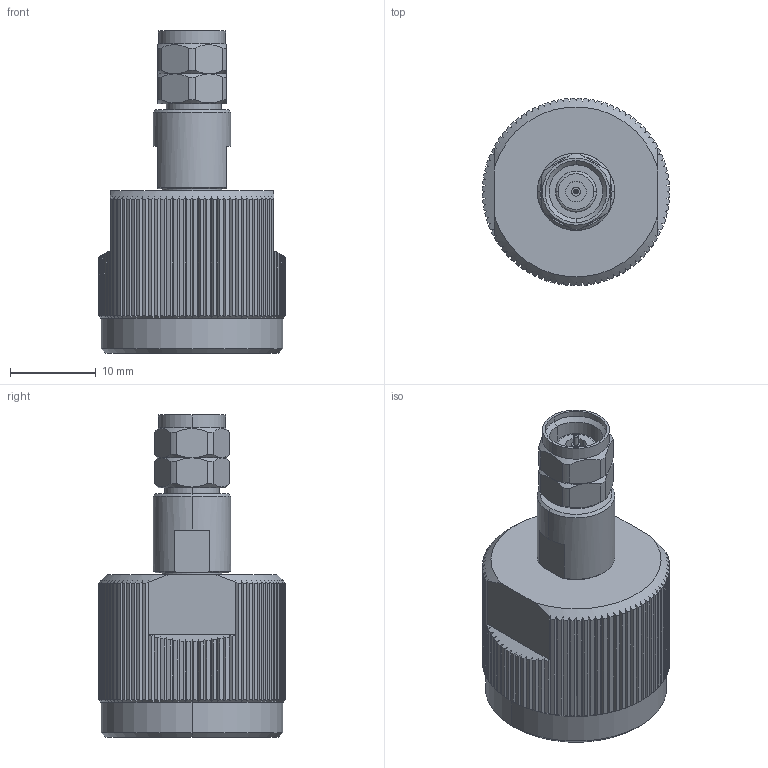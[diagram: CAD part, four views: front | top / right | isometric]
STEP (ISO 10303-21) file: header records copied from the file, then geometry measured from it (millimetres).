
FILE_DESCRIPTION (( 'STEP AP214' ), '1' );
FILE_NAME ('CT-2FN2M-LN1.STEP', '2025-01-24T20:08:26', ( '' ), ( '' ), 'SwSTEP 2.0', 'SolidWorks 2021', '' );
FILE_SCHEMA (( 'AUTOMOTIVE_DESIGN' ));
Length unit declared in the file: inch
Products named in the file (1): CT-2FN2M-LN1
Bounding box: 21.8 x 21.8 x 37.5 mm (x, y, z)
Volume: 6477.9 mm3; surface area: 4026.2 mm2
Topology: 3 solids, 4 shells, 551 faces, 1349 edges, 824 vertices
Faces by surface type: plane 244, cylinder 169, cone 131, torus 5, bspline 2
Entity records: 24865 total; most frequent: CARTESIAN_POINT 5300, ORIENTED_EDGE 2690, DIRECTION 2471, EDGE_CURVE 1345, AXIS2_PLACEMENT_3D 990, VERTEX_POINT 824, EDGE_LOOP 577, LENGTH_MEASURE_WITH_UNIT 553
